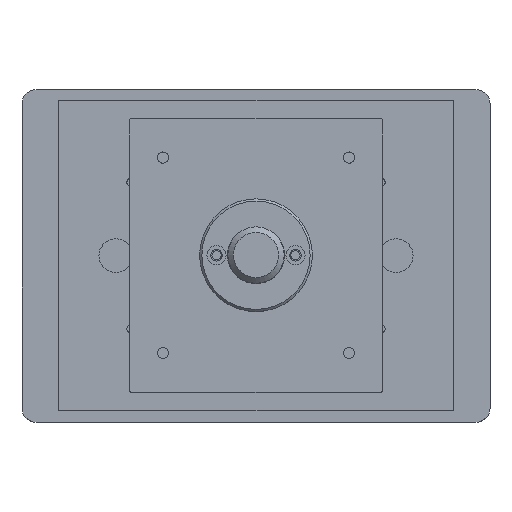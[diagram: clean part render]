
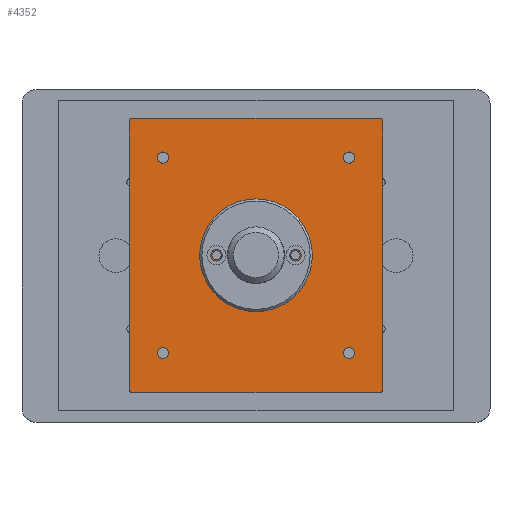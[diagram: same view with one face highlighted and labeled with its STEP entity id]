
A CAD part, top view. The second image highlights one B-rep face of the part: STEP entity #4352.
In plain terms, the highlighted planar face has unit normal (0, 0, 1).
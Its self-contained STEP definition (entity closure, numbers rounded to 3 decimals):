
#513=LINE('',#7553,#671);
#519=LINE('',#7567,#677);
#521=LINE('',#7571,#679);
#527=LINE('',#7585,#685);
#671=VECTOR('',#6260,1000.);
#677=VECTOR('',#6268,1000.);
#679=VECTOR('',#6272,1000.);
#685=VECTOR('',#6280,1000.);
#1235=ORIENTED_EDGE('',*,*,#1929,.T.);
#1236=ORIENTED_EDGE('',*,*,#1930,.F.);
#1237=ORIENTED_EDGE('',*,*,#1931,.F.);
#1238=ORIENTED_EDGE('',*,*,#1932,.F.);
#1239=ORIENTED_EDGE('',*,*,#1933,.F.);
#1240=ORIENTED_EDGE('',*,*,#1934,.F.);
#1241=ORIENTED_EDGE('',*,*,#1935,.F.);
#1242=ORIENTED_EDGE('',*,*,#1927,.T.);
#1243=ORIENTED_EDGE('',*,*,#1936,.T.);
#1244=ORIENTED_EDGE('',*,*,#1913,.T.);
#1245=ORIENTED_EDGE('',*,*,#1937,.T.);
#1246=ORIENTED_EDGE('',*,*,#1919,.T.);
#1247=ORIENTED_EDGE('',*,*,#1938,.T.);
#1248=ORIENTED_EDGE('',*,*,#1921,.T.);
#1249=ORIENTED_EDGE('',*,*,#1939,.T.);
#1913=EDGE_CURVE('',#2328,#2329,#513,.T.);
#1919=EDGE_CURVE('',#2335,#2334,#519,.T.);
#1921=EDGE_CURVE('',#2336,#2337,#521,.T.);
#1927=EDGE_CURVE('',#2343,#2342,#527,.T.);
#1929=EDGE_CURVE('',#2344,#2344,#2670,.T.);
#1930=EDGE_CURVE('',#2345,#2345,#2671,.T.);
#1931=EDGE_CURVE('',#2346,#2346,#2672,.T.);
#1932=EDGE_CURVE('',#2347,#2347,#2673,.T.);
#1933=EDGE_CURVE('',#2348,#2348,#2674,.T.);
#1934=EDGE_CURVE('',#2349,#2349,#2675,.T.);
#1935=EDGE_CURVE('',#2350,#2350,#2676,.T.);
#1936=EDGE_CURVE('',#2342,#2328,#2677,.T.);
#1937=EDGE_CURVE('',#2329,#2335,#2678,.T.);
#1938=EDGE_CURVE('',#2334,#2336,#2679,.T.);
#1939=EDGE_CURVE('',#2337,#2343,#2680,.T.);
#2328=VERTEX_POINT('',#7554);
#2329=VERTEX_POINT('',#7555);
#2334=VERTEX_POINT('',#7566);
#2335=VERTEX_POINT('',#7568);
#2336=VERTEX_POINT('',#7572);
#2337=VERTEX_POINT('',#7573);
#2342=VERTEX_POINT('',#7584);
#2343=VERTEX_POINT('',#7586);
#2344=VERTEX_POINT('',#7590);
#2345=VERTEX_POINT('',#7592);
#2346=VERTEX_POINT('',#7594);
#2347=VERTEX_POINT('',#7596);
#2348=VERTEX_POINT('',#7598);
#2349=VERTEX_POINT('',#7600);
#2350=VERTEX_POINT('',#7602);
#2670=CIRCLE('',#5197,5.5);
#2671=CIRCLE('',#5198,1.621);
#2672=CIRCLE('',#5199,1.621);
#2673=CIRCLE('',#5200,2.);
#2674=CIRCLE('',#5201,2.);
#2675=CIRCLE('',#5202,2.);
#2676=CIRCLE('',#5203,2.);
#2677=CIRCLE('',#5204,1.);
#2678=CIRCLE('',#5205,1.);
#2679=CIRCLE('',#5206,1.);
#2680=CIRCLE('',#5207,1.);
#3118=EDGE_LOOP('',(#1235));
#3119=EDGE_LOOP('',(#1236));
#3120=EDGE_LOOP('',(#1237));
#3121=EDGE_LOOP('',(#1238));
#3122=EDGE_LOOP('',(#1239));
#3123=EDGE_LOOP('',(#1240));
#3124=EDGE_LOOP('',(#1241));
#3125=EDGE_LOOP('',(#1242,#1243,#1244,#1245,#1246,#1247,#1248,#1249));
#3745=FACE_BOUND('',#3118,.T.);
#3746=FACE_BOUND('',#3119,.T.);
#3747=FACE_BOUND('',#3120,.T.);
#3748=FACE_BOUND('',#3121,.T.);
#3749=FACE_BOUND('',#3122,.T.);
#3750=FACE_BOUND('',#3123,.T.);
#3751=FACE_BOUND('',#3124,.T.);
#3752=FACE_BOUND('',#3125,.T.);
#4165=PLANE('',#5196);
#4352=ADVANCED_FACE('',(#3745,#3746,#3747,#3748,#3749,#3750,#3751,#3752),
#4165,.T.);
#5196=AXIS2_PLACEMENT_3D('',#7588,#6282,#6283);
#5197=AXIS2_PLACEMENT_3D('',#7589,#6284,#6285);
#5198=AXIS2_PLACEMENT_3D('',#7591,#6286,#6287);
#5199=AXIS2_PLACEMENT_3D('',#7593,#6288,#6289);
#5200=AXIS2_PLACEMENT_3D('',#7595,#6290,#6291);
#5201=AXIS2_PLACEMENT_3D('',#7597,#6292,#6293);
#5202=AXIS2_PLACEMENT_3D('',#7599,#6294,#6295);
#5203=AXIS2_PLACEMENT_3D('',#7601,#6296,#6297);
#5204=AXIS2_PLACEMENT_3D('',#7603,#6298,#6299);
#5205=AXIS2_PLACEMENT_3D('',#7604,#6300,#6301);
#5206=AXIS2_PLACEMENT_3D('',#7605,#6302,#6303);
#5207=AXIS2_PLACEMENT_3D('',#7606,#6304,#6305);
#6260=DIRECTION('',(0.,-1.,0.));
#6268=DIRECTION('',(1.,0.,0.));
#6272=DIRECTION('',(0.,1.,0.));
#6280=DIRECTION('',(-1.,0.,0.));
#6282=DIRECTION('',(0.,0.,1.));
#6283=DIRECTION('',(1.,0.,0.));
#6284=DIRECTION('',(0.,0.,-1.));
#6285=DIRECTION('',(-1.,0.,0.));
#6286=DIRECTION('',(0.,0.,1.));
#6287=DIRECTION('',(-1.,0.,0.));
#6288=DIRECTION('',(0.,0.,1.));
#6289=DIRECTION('',(-1.,0.,0.));
#6290=DIRECTION('',(0.,0.,1.));
#6291=DIRECTION('',(1.,0.,0.));
#6292=DIRECTION('',(0.,0.,1.));
#6293=DIRECTION('',(1.,0.,0.));
#6294=DIRECTION('',(0.,0.,1.));
#6295=DIRECTION('',(1.,0.,0.));
#6296=DIRECTION('',(0.,0.,1.));
#6297=DIRECTION('',(1.,0.,0.));
#6298=DIRECTION('',(0.,0.,1.));
#6299=DIRECTION('',(1.,0.,0.));
#6300=DIRECTION('',(0.,0.,1.));
#6301=DIRECTION('',(1.,0.,0.));
#6302=DIRECTION('',(0.,0.,1.));
#6303=DIRECTION('',(1.,0.,0.));
#6304=DIRECTION('',(0.,0.,1.));
#6305=DIRECTION('',(1.,0.,0.));
#7553=CARTESIAN_POINT('',(-45.,48.65,16.));
#7554=CARTESIAN_POINT('',(-45.,47.65,16.));
#7555=CARTESIAN_POINT('',(-45.,-47.65,16.));
#7566=CARTESIAN_POINT('',(44.,-48.65,16.));
#7567=CARTESIAN_POINT('',(-45.,-48.65,16.));
#7568=CARTESIAN_POINT('',(-44.,-48.65,16.));
#7571=CARTESIAN_POINT('',(45.,-48.65,16.));
#7572=CARTESIAN_POINT('',(45.,-47.65,16.));
#7573=CARTESIAN_POINT('',(45.,47.65,16.));
#7584=CARTESIAN_POINT('',(-44.,48.65,16.));
#7585=CARTESIAN_POINT('',(45.,48.65,16.));
#7586=CARTESIAN_POINT('',(44.,48.65,16.));
#7588=CARTESIAN_POINT('',(-45.,-48.65,16.));
#7589=CARTESIAN_POINT('',(0.,0.,16.));
#7590=CARTESIAN_POINT('',(-5.5,0.,16.));
#7591=CARTESIAN_POINT('',(14.,0.,16.));
#7592=CARTESIAN_POINT('',(12.379,0.,16.));
#7593=CARTESIAN_POINT('',(-14.,0.,16.));
#7594=CARTESIAN_POINT('',(-15.621,0.,16.));
#7595=CARTESIAN_POINT('',(-33.,-34.65,16.));
#7596=CARTESIAN_POINT('',(-31.,-34.65,16.));
#7597=CARTESIAN_POINT('',(-33.,34.65,16.));
#7598=CARTESIAN_POINT('',(-31.,34.65,16.));
#7599=CARTESIAN_POINT('',(33.,34.65,16.));
#7600=CARTESIAN_POINT('',(35.,34.65,16.));
#7601=CARTESIAN_POINT('',(33.,-34.65,16.));
#7602=CARTESIAN_POINT('',(35.,-34.65,16.));
#7603=CARTESIAN_POINT('',(-44.,47.65,16.));
#7604=CARTESIAN_POINT('',(-44.,-47.65,16.));
#7605=CARTESIAN_POINT('',(44.,-47.65,16.));
#7606=CARTESIAN_POINT('',(44.,47.65,16.));
